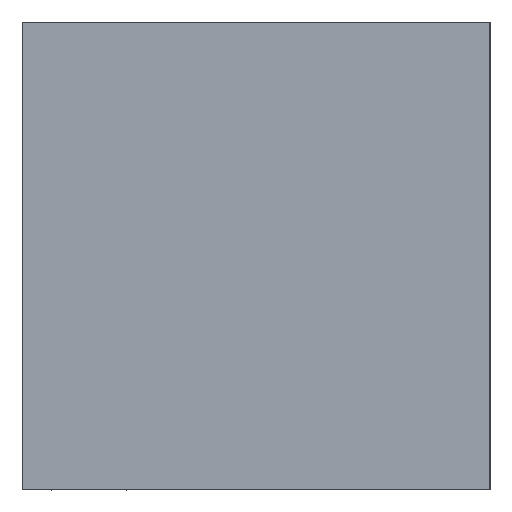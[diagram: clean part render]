
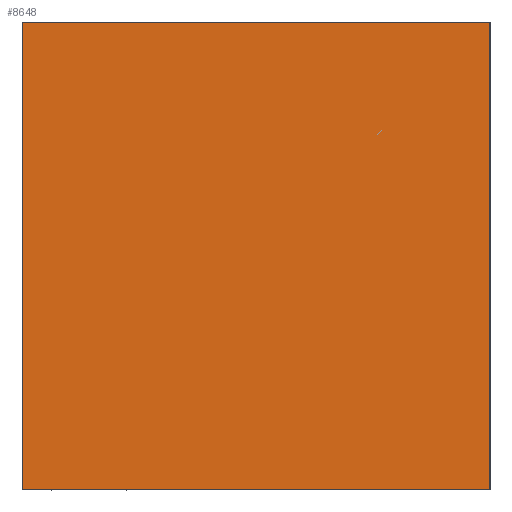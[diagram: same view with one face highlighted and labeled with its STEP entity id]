
A CAD part, left-side view. The second image highlights one B-rep face of the part: STEP entity #8648.
In plain terms, the highlighted planar face has unit normal (-1, 0, 0).
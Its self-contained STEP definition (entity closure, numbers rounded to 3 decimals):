
#1145=FACE_OUTER_BOUND('',#1648,.T.);
#1648=EDGE_LOOP('',(#7622,#7623,#7624,#7625));
#1949=LINE('',#13084,#2736);
#2447=LINE('',#14824,#3234);
#2448=LINE('',#14825,#3235);
#2449=LINE('',#14826,#3236);
#2736=VECTOR('',#9745,10.);
#3234=VECTOR('',#11335,10.);
#3235=VECTOR('',#11336,10.);
#3236=VECTOR('',#11337,10.);
#3518=VERTEX_POINT('',#13077);
#3521=VERTEX_POINT('',#13082);
#4032=VERTEX_POINT('',#14822);
#4033=VERTEX_POINT('',#14823);
#4453=EDGE_CURVE('',#3521,#3518,#1949,.T.);
#5239=EDGE_CURVE('',#4032,#4033,#2447,.T.);
#5240=EDGE_CURVE('',#4033,#3518,#2448,.T.);
#5241=EDGE_CURVE('',#4032,#3521,#2449,.T.);
#7622=ORIENTED_EDGE('',*,*,#5239,.T.);
#7623=ORIENTED_EDGE('',*,*,#5240,.T.);
#7624=ORIENTED_EDGE('',*,*,#4453,.F.);
#7625=ORIENTED_EDGE('',*,*,#5241,.F.);
#7913=PLANE('',#9294);
#8648=ADVANCED_FACE('',(#1145),#7913,.T.);
#9294=AXIS2_PLACEMENT_3D('',#14821,#11333,#11334);
#9745=DIRECTION('',(0.,-1.,0.));
#11333=DIRECTION('center_axis',(-1.,0.,0.));
#11334=DIRECTION('ref_axis',(0.,-1.,0.));
#11335=DIRECTION('',(0.,-1.,0.));
#11336=DIRECTION('',(0.,0.,1.));
#11337=DIRECTION('',(0.,0.,1.));
#13077=CARTESIAN_POINT('',(0.,0.,44.45));
#13082=CARTESIAN_POINT('',(0.,44.45,44.45));
#13084=CARTESIAN_POINT('',(0.,44.45,44.45));
#14821=CARTESIAN_POINT('Origin',(0.,44.45,0.));
#14822=CARTESIAN_POINT('',(0.,44.45,0.));
#14823=CARTESIAN_POINT('',(0.,0.,0.));
#14824=CARTESIAN_POINT('',(0.,44.45,0.));
#14825=CARTESIAN_POINT('',(0.,0.,0.));
#14826=CARTESIAN_POINT('',(0.,44.45,0.));
